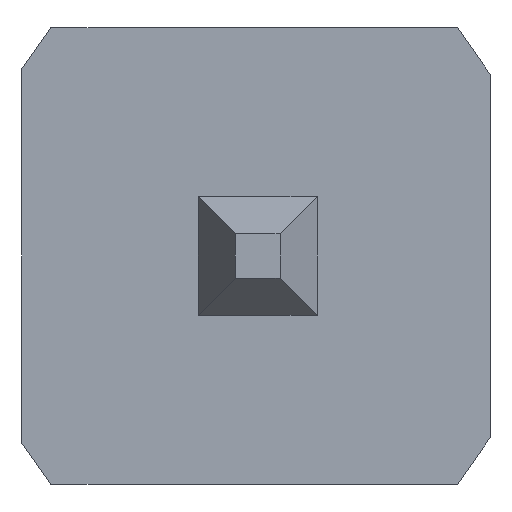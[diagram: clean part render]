
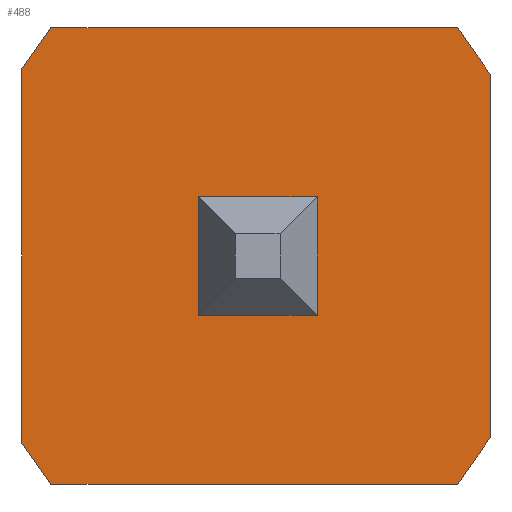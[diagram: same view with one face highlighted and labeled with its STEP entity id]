
A CAD part, front view. The second image highlights one B-rep face of the part: STEP entity #488.
In plain terms, the highlighted planar face has unit normal (0, -1, 0).
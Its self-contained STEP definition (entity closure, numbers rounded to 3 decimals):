
#28=FACE_BOUND('',#72,.T.);
#42=FACE_OUTER_BOUND('',#71,.T.);
#71=EDGE_LOOP('',(#379,#380,#381,#382,#383,#384,#385,#386));
#72=EDGE_LOOP('',(#387,#388,#389,#390));
#87=LINE('',#696,#151);
#91=LINE('',#704,#155);
#94=LINE('',#710,#158);
#97=LINE('',#715,#161);
#99=LINE('',#720,#163);
#103=LINE('',#728,#167);
#106=LINE('',#734,#170);
#109=LINE('',#740,#173);
#112=LINE('',#746,#176);
#115=LINE('',#752,#179);
#118=LINE('',#758,#182);
#121=LINE('',#763,#185);
#151=VECTOR('',#567,10.);
#155=VECTOR('',#573,10.);
#158=VECTOR('',#578,10.);
#161=VECTOR('',#583,10.);
#163=VECTOR('',#587,10.);
#167=VECTOR('',#593,10.);
#170=VECTOR('',#598,10.);
#173=VECTOR('',#603,10.);
#176=VECTOR('',#608,10.);
#179=VECTOR('',#613,10.);
#182=VECTOR('',#618,10.);
#185=VECTOR('',#623,10.);
#215=VERTEX_POINT('',#694);
#216=VERTEX_POINT('',#695);
#219=VERTEX_POINT('',#703);
#221=VERTEX_POINT('',#709);
#223=VERTEX_POINT('',#718);
#224=VERTEX_POINT('',#719);
#227=VERTEX_POINT('',#727);
#229=VERTEX_POINT('',#733);
#231=VERTEX_POINT('',#739);
#233=VERTEX_POINT('',#745);
#235=VERTEX_POINT('',#751);
#237=VERTEX_POINT('',#757);
#255=EDGE_CURVE('',#215,#216,#87,.T.);
#259=EDGE_CURVE('',#219,#215,#91,.T.);
#262=EDGE_CURVE('',#221,#219,#94,.T.);
#265=EDGE_CURVE('',#216,#221,#97,.T.);
#267=EDGE_CURVE('',#223,#224,#99,.T.);
#271=EDGE_CURVE('',#224,#227,#103,.T.);
#274=EDGE_CURVE('',#229,#227,#106,.T.);
#277=EDGE_CURVE('',#229,#231,#109,.T.);
#280=EDGE_CURVE('',#231,#233,#112,.T.);
#283=EDGE_CURVE('',#235,#233,#115,.T.);
#286=EDGE_CURVE('',#237,#235,#118,.T.);
#289=EDGE_CURVE('',#223,#237,#121,.T.);
#379=ORIENTED_EDGE('',*,*,#289,.F.);
#380=ORIENTED_EDGE('',*,*,#267,.T.);
#381=ORIENTED_EDGE('',*,*,#271,.T.);
#382=ORIENTED_EDGE('',*,*,#274,.F.);
#383=ORIENTED_EDGE('',*,*,#277,.T.);
#384=ORIENTED_EDGE('',*,*,#280,.T.);
#385=ORIENTED_EDGE('',*,*,#283,.F.);
#386=ORIENTED_EDGE('',*,*,#286,.F.);
#387=ORIENTED_EDGE('',*,*,#265,.F.);
#388=ORIENTED_EDGE('',*,*,#255,.F.);
#389=ORIENTED_EDGE('',*,*,#259,.F.);
#390=ORIENTED_EDGE('',*,*,#262,.F.);
#460=PLANE('',#543);
#488=ADVANCED_FACE('',(#42,#28),#460,.F.);
#543=AXIS2_PLACEMENT_3D('',#766,#627,#628);
#567=DIRECTION('',(0.,0.,-1.));
#573=DIRECTION('',(-1.,0.,0.));
#578=DIRECTION('',(0.,0.,1.));
#583=DIRECTION('',(1.,0.,0.));
#587=DIRECTION('',(0.574,0.,-0.819));
#593=DIRECTION('',(1.,0.,0.));
#598=DIRECTION('',(-0.574,0.,-0.819));
#603=DIRECTION('',(0.,0.,1.));
#608=DIRECTION('',(-0.574,0.,0.819));
#613=DIRECTION('',(1.,0.,0.));
#618=DIRECTION('',(0.574,0.,0.819));
#623=DIRECTION('',(0.,0.,1.));
#627=DIRECTION('center_axis',(0.,1.,0.));
#628=DIRECTION('ref_axis',(1.,0.,0.));
#694=CARTESIAN_POINT('',(-0.32,-0.1,0.32));
#695=CARTESIAN_POINT('',(-0.32,-0.1,-0.32));
#696=CARTESIAN_POINT('',(-0.32,-0.1,0.32));
#703=CARTESIAN_POINT('',(0.32,-0.1,0.32));
#704=CARTESIAN_POINT('',(0.32,-0.1,0.32));
#709=CARTESIAN_POINT('',(0.32,-0.1,-0.32));
#710=CARTESIAN_POINT('',(0.32,-0.1,-0.32));
#715=CARTESIAN_POINT('',(-0.32,-0.1,-0.32));
#718=CARTESIAN_POINT('',(-1.27,-0.1,-1.007));
#719=CARTESIAN_POINT('',(-1.114,-0.1,-1.23));
#720=CARTESIAN_POINT('',(-1.27,-0.1,-1.007));
#727=CARTESIAN_POINT('',(1.076,-0.1,-1.23));
#728=CARTESIAN_POINT('',(-1.114,-0.1,-1.23));
#733=CARTESIAN_POINT('',(1.251,-0.1,-0.98));
#734=CARTESIAN_POINT('',(1.251,-0.1,-0.98));
#739=CARTESIAN_POINT('',(1.251,-0.1,0.98));
#740=CARTESIAN_POINT('',(1.251,-0.1,-0.98));
#745=CARTESIAN_POINT('',(1.076,-0.1,1.23));
#746=CARTESIAN_POINT('',(1.251,-0.1,0.98));
#751=CARTESIAN_POINT('',(-1.114,-0.1,1.23));
#752=CARTESIAN_POINT('',(-1.114,-0.1,1.23));
#757=CARTESIAN_POINT('',(-1.27,-0.1,1.007));
#758=CARTESIAN_POINT('',(-1.27,-0.1,1.007));
#763=CARTESIAN_POINT('',(-1.27,-0.1,-1.007));
#766=CARTESIAN_POINT('Origin',(-0.01,-0.1,0.));
